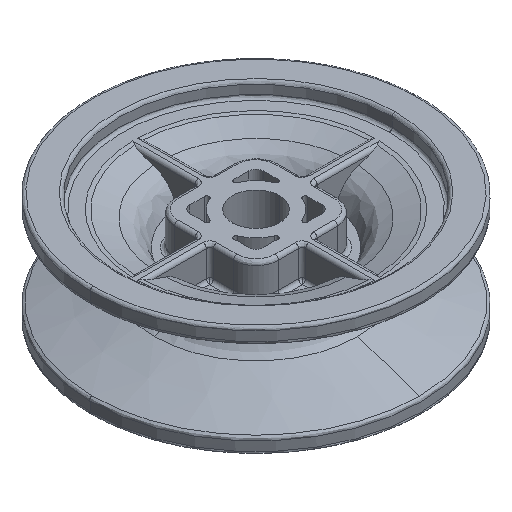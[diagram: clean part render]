
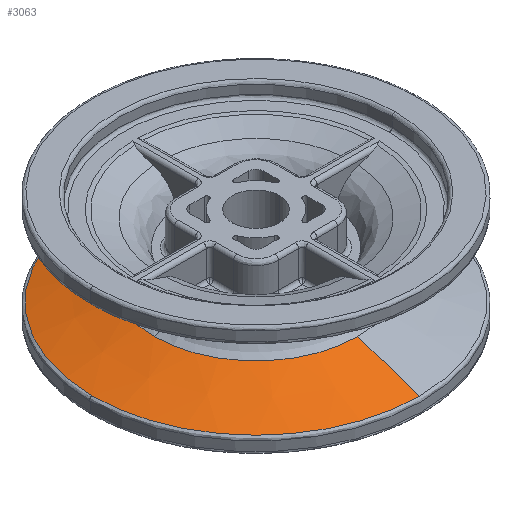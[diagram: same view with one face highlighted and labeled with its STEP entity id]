
A CAD part, isometric view. The second image highlights one B-rep face of the part: STEP entity #3063.
In plain terms, the highlighted conical face has half-angle 71.244 degrees and reference radius 14.084 mm.
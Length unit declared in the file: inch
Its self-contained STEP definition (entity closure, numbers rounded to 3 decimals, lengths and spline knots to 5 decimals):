
#1206 = EDGE_CURVE ( 'NONE', #1555, #1496, #13989, .T. ) ;
#1209 = EDGE_CURVE ( 'NONE', #1389, #1511, #13986, .T. ) ;
#1271 = EDGE_CURVE ( 'NONE', #1469, #5126, #13940, .T. ) ;
#1283 = EDGE_CURVE ( 'NONE', #1555, #1511, #13924, .T. ) ;
#1328 = EDGE_CURVE ( 'NONE', #5126, #1389, #13889, .T. ) ;
#1335 = AXIS2_PLACEMENT_3D ( 'NONE', #5294, #5305, #5295 ) ;
#1338 = AXIS2_PLACEMENT_3D ( 'NONE', #4329, #5313, #5299 ) ;
#1339 = EDGE_CURVE ( 'NONE', #1496, #1469, #13883, .T. ) ;
#1389 = VERTEX_POINT ( 'NONE', #5646 ) ;
#1469 = VERTEX_POINT ( 'NONE', #4316 ) ;
#1496 = VERTEX_POINT ( 'NONE', #10547 ) ;
#1511 = VERTEX_POINT ( 'NONE', #10545 ) ;
#1555 = VERTEX_POINT ( 'NONE', #10334 ) ;
#3063 = ADVANCED_FACE ( 'NONE', ( #13544 ), #13550, .T. ) ;
#4316 = CARTESIAN_POINT ( 'NONE',  ( 0., 0.3458, -0.06392 ) ) ;
#4329 = CARTESIAN_POINT ( 'NONE',  ( 0., 0., -0.06392 ) ) ;
#4541 = DIRECTION ( 'NONE',  ( 0., -0.947, -0.322 ) ) ;
#4543 = CARTESIAN_POINT ( 'NONE',  ( 0., -0.55449, -0.13478 ) ) ;
#4620 = DIRECTION ( 'NONE',  ( 0., 0.947, -0.322 ) ) ;
#4621 = CARTESIAN_POINT ( 'NONE',  ( 0., 0.55449, -0.13478 ) ) ;
#5126 = VERTEX_POINT ( 'NONE', #9111 ) ;
#5294 = CARTESIAN_POINT ( 'NONE',  ( 0., 0., -0.13478 ) ) ;
#5295 = DIRECTION ( 'NONE',  ( -1., 0., 0. ) ) ;
#5299 = DIRECTION ( 'NONE',  ( -1., 0., 0. ) ) ;
#5305 = DIRECTION ( 'NONE',  ( 0., 0., 1. ) ) ;
#5313 = DIRECTION ( 'NONE',  ( 0., 0., -1. ) ) ;
#5499 = CARTESIAN_POINT ( 'NONE',  ( 0., 0., -0.13478 ) ) ;
#5500 = DIRECTION ( 'NONE',  ( 0., 0., 1. ) ) ;
#5501 = DIRECTION ( 'NONE',  ( -1., 0., 0. ) ) ;
#5514 = CARTESIAN_POINT ( 'NONE',  ( 0., 0., -0.06392 ) ) ;
#5608 = DIRECTION ( 'NONE',  ( 0., 0., -1. ) ) ;
#5610 = DIRECTION ( 'NONE',  ( -1., 0., 0. ) ) ;
#5646 = CARTESIAN_POINT ( 'NONE',  ( -0.55448, 0.00295, -0.13478 ) ) ;
#9111 = CARTESIAN_POINT ( 'NONE',  ( 0., 0.55449, -0.13478 ) ) ;
#10131 = EDGE_LOOP ( 'NONE', ( #14338, #14337, #14336, #14335, #14334, #14333 ) ) ;
#10334 = CARTESIAN_POINT ( 'NONE',  ( 0., -0.3458, -0.06392 ) ) ;
#10545 = CARTESIAN_POINT ( 'NONE',  ( 0., -0.55449, -0.13478 ) ) ;
#10547 = CARTESIAN_POINT ( 'NONE',  ( -0.3458, 0., -0.06392 ) ) ;
#10967 = AXIS2_PLACEMENT_3D ( 'NONE', #5499, #5500, #5501 ) ;
#10972 = AXIS2_PLACEMENT_3D ( 'NONE', #5514, #5608, #5610 ) ;
#11091 = AXIS2_PLACEMENT_3D ( 'NONE', #11649, #11641, #11643 ) ;
#11641 = DIRECTION ( 'NONE',  ( 0., 0., -1. ) ) ;
#11643 = DIRECTION ( 'NONE',  ( 0., 1., 0. ) ) ;
#11649 = CARTESIAN_POINT ( 'NONE',  ( 0., 0., -0.13478 ) ) ;
#13544 = FACE_OUTER_BOUND ( 'NONE', #10131, .T. ) ;
#13550 = CONICAL_SURFACE ( 'NONE', #11091, 0.55449, 1.243 ) ;
#13883 = CIRCLE ( 'NONE', #10972, 0.3458 ) ;
#13889 = CIRCLE ( 'NONE', #10967, 0.55449 ) ;
#13924 = LINE ( 'NONE', #4543, #13934 ) ;
#13934 = VECTOR ( 'NONE', #4541, 39.37008 ) ;
#13936 = VECTOR ( 'NONE', #4620, 39.37008 ) ;
#13940 = LINE ( 'NONE', #4621, #13936 ) ;
#13986 = CIRCLE ( 'NONE', #1335, 0.55449 ) ;
#13989 = CIRCLE ( 'NONE', #1338, 0.3458 ) ;
#14333 = ORIENTED_EDGE ( 'NONE', *, *, #1209, .T. ) ;
#14334 = ORIENTED_EDGE ( 'NONE', *, *, #1328, .T. ) ;
#14335 = ORIENTED_EDGE ( 'NONE', *, *, #1271, .T. ) ;
#14336 = ORIENTED_EDGE ( 'NONE', *, *, #1339, .T. ) ;
#14337 = ORIENTED_EDGE ( 'NONE', *, *, #1206, .T. ) ;
#14338 = ORIENTED_EDGE ( 'NONE', *, *, #1283, .F. ) ;
